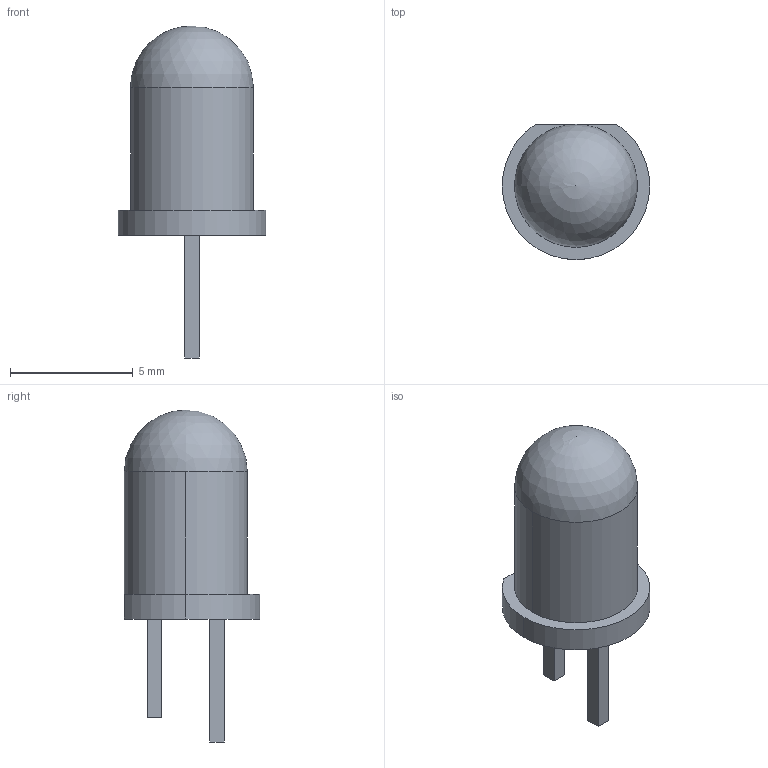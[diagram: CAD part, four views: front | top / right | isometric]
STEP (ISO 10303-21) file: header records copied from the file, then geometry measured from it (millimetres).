
FILE_DESCRIPTION (( 'STEP AP214' ), '1' );
FILE_NAME ('User Library-LED5ON-Red.STEP', '2018-03-25T10:37:24', ( '' ), ( '' ), 'SwSTEP 2.0', 'SolidWorks 2018', '' );
FILE_SCHEMA (( 'AUTOMOTIVE_DESIGN' ));
Length unit declared in the file: millimetre
Products named in the file (1): User Library-LED5ON-Red
Bounding box: 6 x 5.5 x 13.5 mm (x, y, z)
Volume: 161.3 mm3; surface area: 192.7 mm2
Topology: 1 solids, 1 shells, 19 faces, 46 edges, 30 vertices
Faces by surface type: plane 13, cylinder 5, sphere 1
Entity records: 685 total; most frequent: DIRECTION 95, CARTESIAN_POINT 93, ORIENTED_EDGE 88, EDGE_CURVE 44, VECTOR 33, LINE 33, AXIS2_PLACEMENT_3D 31, VERTEX_POINT 29
